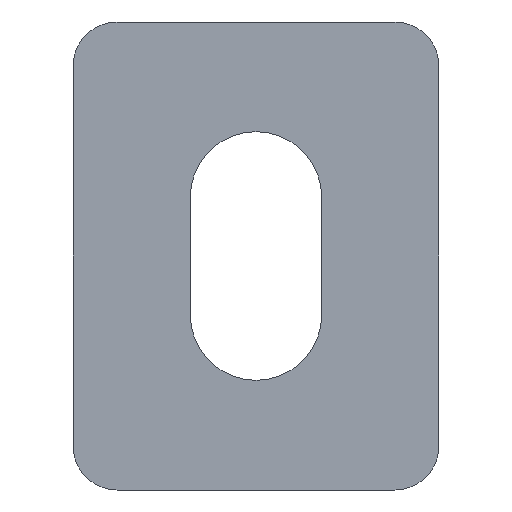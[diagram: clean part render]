
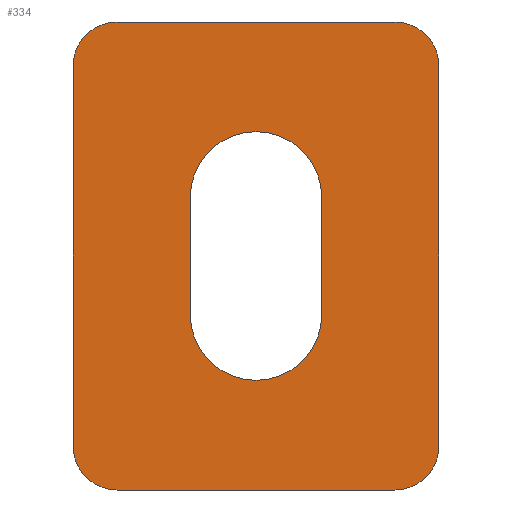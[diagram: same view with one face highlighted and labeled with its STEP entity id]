
A CAD part, front view. The second image highlights one B-rep face of the part: STEP entity #334.
In plain terms, the highlighted planar face has unit normal (0, -1, 0).
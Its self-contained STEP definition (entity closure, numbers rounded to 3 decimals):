
#18=FACE_BOUND('',#116,.T.);
#22=LINE('',#518,#48);
#27=LINE('',#531,#53);
#31=LINE('',#543,#57);
#35=LINE('',#555,#61);
#39=LINE('',#572,#65);
#43=LINE('',#582,#69);
#48=VECTOR('',#414,1000.);
#53=VECTOR('',#427,1000.);
#57=VECTOR('',#439,1000.);
#61=VECTOR('',#451,1000.);
#65=VECTOR('',#469,1000.);
#69=VECTOR('',#481,1000.);
#94=FACE_OUTER_BOUND('',#115,.T.);
#115=EDGE_LOOP('',(#289,#290,#291,#292,#293,#294,#295,#296));
#116=EDGE_LOOP('',(#297,#298,#299,#300));
#124=CIRCLE('',#366,1.5);
#126=CIRCLE('',#370,1.5);
#128=CIRCLE('',#374,1.5);
#130=CIRCLE('',#378,1.5);
#132=CIRCLE('',#381,2.25);
#134=CIRCLE('',#385,2.25);
#145=VERTEX_POINT('',#515);
#146=VERTEX_POINT('',#517);
#148=VERTEX_POINT('',#523);
#150=VERTEX_POINT('',#529);
#152=VERTEX_POINT('',#535);
#154=VERTEX_POINT('',#541);
#156=VERTEX_POINT('',#547);
#158=VERTEX_POINT('',#553);
#161=VERTEX_POINT('',#563);
#162=VERTEX_POINT('',#565);
#164=VERTEX_POINT('',#571);
#166=VERTEX_POINT('',#577);
#178=EDGE_CURVE('',#146,#145,#22,.T.);
#182=EDGE_CURVE('',#145,#148,#124,.T.);
#185=EDGE_CURVE('',#148,#150,#27,.T.);
#188=EDGE_CURVE('',#150,#152,#126,.T.);
#191=EDGE_CURVE('',#152,#154,#31,.T.);
#194=EDGE_CURVE('',#154,#156,#128,.T.);
#197=EDGE_CURVE('',#156,#158,#35,.T.);
#199=EDGE_CURVE('',#158,#146,#130,.T.);
#202=EDGE_CURVE('',#161,#162,#132,.T.);
#205=EDGE_CURVE('',#162,#164,#39,.T.);
#208=EDGE_CURVE('',#164,#166,#134,.T.);
#211=EDGE_CURVE('',#166,#161,#43,.T.);
#289=ORIENTED_EDGE('',*,*,#178,.T.);
#290=ORIENTED_EDGE('',*,*,#182,.T.);
#291=ORIENTED_EDGE('',*,*,#185,.T.);
#292=ORIENTED_EDGE('',*,*,#188,.T.);
#293=ORIENTED_EDGE('',*,*,#191,.T.);
#294=ORIENTED_EDGE('',*,*,#194,.T.);
#295=ORIENTED_EDGE('',*,*,#197,.T.);
#296=ORIENTED_EDGE('',*,*,#199,.T.);
#297=ORIENTED_EDGE('',*,*,#211,.F.);
#298=ORIENTED_EDGE('',*,*,#208,.F.);
#299=ORIENTED_EDGE('',*,*,#205,.F.);
#300=ORIENTED_EDGE('',*,*,#202,.F.);
#317=PLANE('',#390);
#334=ADVANCED_FACE('',(#94,#18),#317,.T.);
#366=AXIS2_PLACEMENT_3D('',#525,#421,#422);
#370=AXIS2_PLACEMENT_3D('',#537,#433,#434);
#374=AXIS2_PLACEMENT_3D('',#549,#445,#446);
#378=AXIS2_PLACEMENT_3D('',#558,#456,#457);
#381=AXIS2_PLACEMENT_3D('',#566,#463,#464);
#385=AXIS2_PLACEMENT_3D('',#578,#475,#476);
#390=AXIS2_PLACEMENT_3D('',#588,#488,#489);
#414=DIRECTION('',(0.,0.,1.));
#421=DIRECTION('center_axis',(0.,-1.,0.));
#422=DIRECTION('ref_axis',(-1.,0.,0.));
#427=DIRECTION('',(-1.,0.,0.));
#433=DIRECTION('center_axis',(0.,-1.,0.));
#434=DIRECTION('ref_axis',(-1.,0.,0.));
#439=DIRECTION('',(0.,0.,-1.));
#445=DIRECTION('center_axis',(0.,-1.,0.));
#446=DIRECTION('ref_axis',(-1.,0.,0.));
#451=DIRECTION('',(1.,0.,0.));
#456=DIRECTION('center_axis',(0.,-1.,0.));
#457=DIRECTION('ref_axis',(-1.,0.,0.));
#463=DIRECTION('center_axis',(0.,-1.,0.));
#464=DIRECTION('ref_axis',(-1.,0.,0.));
#469=DIRECTION('',(0.,0.,-1.));
#475=DIRECTION('center_axis',(0.,-1.,0.));
#476=DIRECTION('ref_axis',(-1.,0.,0.));
#481=DIRECTION('',(0.,0.,1.));
#488=DIRECTION('center_axis',(0.,-1.,0.));
#489=DIRECTION('ref_axis',(-1.,0.,0.));
#515=CARTESIAN_POINT('',(6.25,-3.,6.5));
#517=CARTESIAN_POINT('',(6.25,-3.,-6.5));
#518=CARTESIAN_POINT('',(6.25,-3.,-6.5));
#523=CARTESIAN_POINT('',(4.75,-3.,8.));
#525=CARTESIAN_POINT('Origin',(4.75,-3.,6.5));
#529=CARTESIAN_POINT('',(-4.75,-3.,8.));
#531=CARTESIAN_POINT('',(4.75,-3.,8.));
#535=CARTESIAN_POINT('',(-6.25,-3.,6.5));
#537=CARTESIAN_POINT('Origin',(-4.75,-3.,6.5));
#541=CARTESIAN_POINT('',(-6.25,-3.,-6.5));
#543=CARTESIAN_POINT('',(-6.25,-3.,6.5));
#547=CARTESIAN_POINT('',(-4.75,-3.,-8.));
#549=CARTESIAN_POINT('Origin',(-4.75,-3.,-6.5));
#553=CARTESIAN_POINT('',(4.75,-3.,-8.));
#555=CARTESIAN_POINT('',(-4.75,-3.,-8.));
#558=CARTESIAN_POINT('Origin',(4.75,-3.,-6.5));
#563=CARTESIAN_POINT('',(2.25,-3.,2.));
#565=CARTESIAN_POINT('',(-2.25,-3.,2.));
#566=CARTESIAN_POINT('Origin',(0.,-3.,2.));
#571=CARTESIAN_POINT('',(-2.25,-3.,-2.));
#572=CARTESIAN_POINT('',(-2.25,-3.,2.));
#577=CARTESIAN_POINT('',(2.25,-3.,-2.));
#578=CARTESIAN_POINT('Origin',(0.,-3.,-2.));
#582=CARTESIAN_POINT('',(2.25,-3.,-2.));
#588=CARTESIAN_POINT('Origin',(4.75,-3.,6.5));
